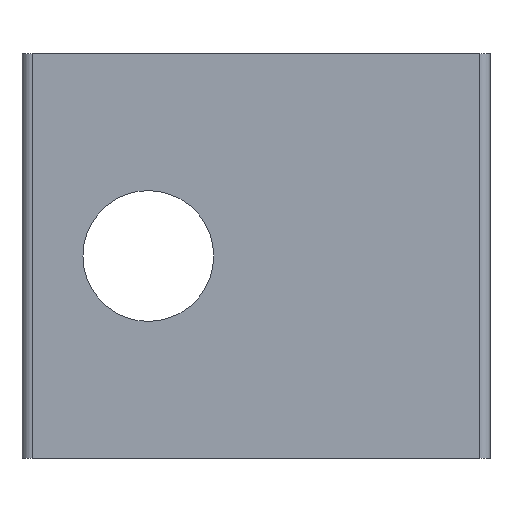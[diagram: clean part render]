
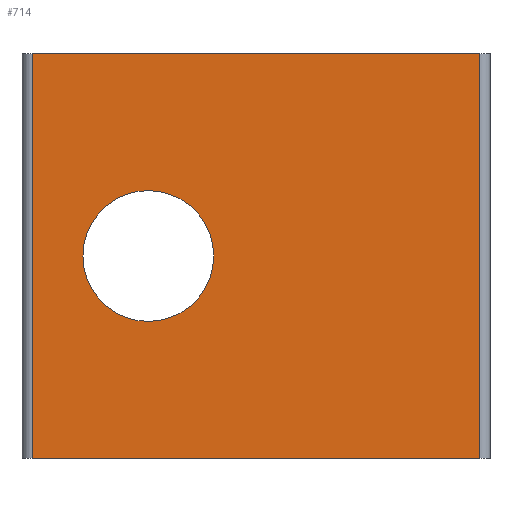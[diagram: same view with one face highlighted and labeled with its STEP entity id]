
A CAD part, front view. The second image highlights one B-rep face of the part: STEP entity #714.
In plain terms, the highlighted planar face has unit normal (0, -1, 0).
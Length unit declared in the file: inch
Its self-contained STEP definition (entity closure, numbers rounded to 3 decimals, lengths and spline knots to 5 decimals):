
#51=LINE('',#1366,#85);
#54=LINE('',#1379,#88);
#59=LINE('',#1392,#93);
#60=LINE('',#1395,#94);
#85=VECTOR('',#934,1.106);
#88=VECTOR('',#949,1.);
#93=VECTOR('',#962,1.);
#94=VECTOR('',#967,1.106);
#109=PLANE('',#791);
#169=FACE_BOUND('',#268,.T.);
#204=FACE_OUTER_BOUND('',#267,.T.);
#267=EDGE_LOOP('',(#607,#608,#609,#610));
#268=EDGE_LOOP('',(#611));
#302=CIRCLE('',#764,0.1615);
#363=VERTEX_POINT('',#1341);
#367=VERTEX_POINT('',#1363);
#368=VERTEX_POINT('',#1365);
#372=VERTEX_POINT('',#1377);
#376=VERTEX_POINT('',#1391);
#436=EDGE_CURVE('',#363,#363,#302,.T.);
#447=EDGE_CURVE('',#368,#367,#51,.T.);
#454=EDGE_CURVE('',#372,#367,#54,.T.);
#460=EDGE_CURVE('',#368,#376,#59,.T.);
#462=EDGE_CURVE('',#376,#372,#60,.T.);
#607=ORIENTED_EDGE('',*,*,#454,.F.);
#608=ORIENTED_EDGE('',*,*,#462,.F.);
#609=ORIENTED_EDGE('',*,*,#460,.F.);
#610=ORIENTED_EDGE('',*,*,#447,.T.);
#611=ORIENTED_EDGE('',*,*,#436,.T.);
#714=ADVANCED_FACE('',(#204,#169),#109,.T.);
#764=AXIS2_PLACEMENT_3D('',#1342,#899,#900);
#791=AXIS2_PLACEMENT_3D('',#1394,#965,#966);
#899=DIRECTION('center_axis',(0.,1.,0.));
#900=DIRECTION('ref_axis',(-1.,0.,0.));
#934=DIRECTION('',(1.,0.,0.));
#949=DIRECTION('',(0.,0.,-1.));
#962=DIRECTION('',(0.,0.,1.));
#965=DIRECTION('center_axis',(0.,-1.,0.));
#966=DIRECTION('ref_axis',(0.,0.,-1.));
#967=DIRECTION('',(1.,0.,0.));
#1341=CARTESIAN_POINT('',(-0.29885,-0.04648,-0.5));
#1342=CARTESIAN_POINT('Origin',(-0.46035,-0.04648,
-0.5));
#1363=CARTESIAN_POINT('',(0.35865,-0.04648,-1.));
#1365=CARTESIAN_POINT('',(-0.74735,-0.04648,-1.));
#1366=CARTESIAN_POINT('',(-0.77235,-0.04648,-1.));
#1377=CARTESIAN_POINT('',(0.35865,-0.04648,0.));
#1379=CARTESIAN_POINT('',(0.35865,-0.04648,0.));
#1391=CARTESIAN_POINT('',(-0.74735,-0.04648,0.));
#1392=CARTESIAN_POINT('',(-0.74735,-0.04648,0.));
#1394=CARTESIAN_POINT('Origin',(-0.77235,-0.04648,
0.));
#1395=CARTESIAN_POINT('',(-0.77235,-0.04648,0.));
